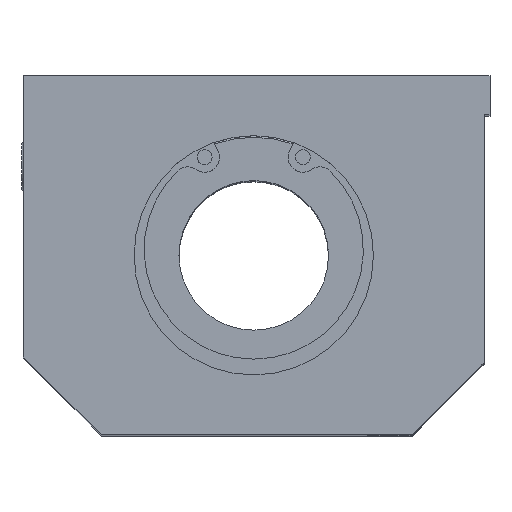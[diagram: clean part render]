
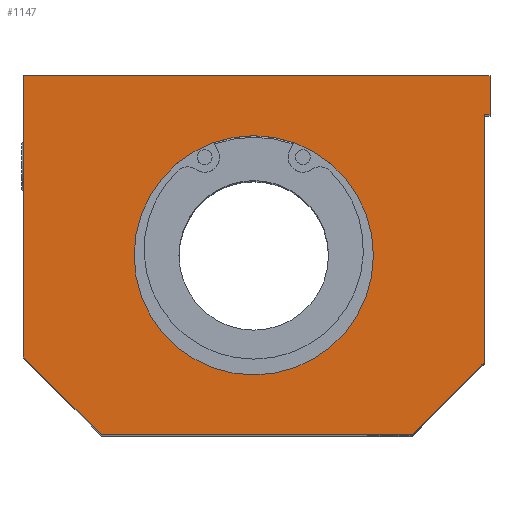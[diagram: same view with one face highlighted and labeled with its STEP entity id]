
A CAD part, top view. The second image highlights one B-rep face of the part: STEP entity #1147.
In plain terms, the highlighted planar face has unit normal (0, 0, 1).
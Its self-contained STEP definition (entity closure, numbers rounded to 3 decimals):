
#63=FACE_BOUND('',#437,.T.);
#102=PLANE('',#1345);
#115=LINE('',#1818,#195);
#120=LINE('',#1827,#200);
#152=LINE('',#2005,#232);
#157=LINE('',#2014,#237);
#162=LINE('',#2025,#242);
#164=LINE('',#2028,#244);
#171=LINE('',#2039,#251);
#172=LINE('',#2042,#252);
#195=VECTOR('',#1441,10.);
#200=VECTOR('',#1448,10.);
#232=VECTOR('',#1600,10.);
#237=VECTOR('',#1607,10.);
#242=VECTOR('',#1616,10.);
#244=VECTOR('',#1620,10.);
#251=VECTOR('',#1633,10.);
#252=VECTOR('',#1638,10.);
#348=FACE_OUTER_BOUND('',#436,.T.);
#436=EDGE_LOOP('',(#982,#983,#984,#985,#986,#987,#988,#989));
#437=EDGE_LOOP('',(#990));
#492=CIRCLE('',#1300,20.);
#548=VERTEX_POINT('',#1815);
#549=VERTEX_POINT('',#1817);
#552=VERTEX_POINT('',#1825);
#567=VERTEX_POINT('',#1912);
#597=VERTEX_POINT('',#2002);
#598=VERTEX_POINT('',#2004);
#601=VERTEX_POINT('',#2012);
#604=VERTEX_POINT('',#2022);
#605=VERTEX_POINT('',#2024);
#651=EDGE_CURVE('',#549,#548,#115,.T.);
#656=EDGE_CURVE('',#548,#552,#120,.T.);
#677=EDGE_CURVE('',#567,#567,#492,.T.);
#720=EDGE_CURVE('',#597,#598,#152,.T.);
#725=EDGE_CURVE('',#601,#597,#157,.T.);
#730=EDGE_CURVE('',#604,#605,#162,.T.);
#732=EDGE_CURVE('',#549,#604,#164,.T.);
#739=EDGE_CURVE('',#605,#601,#171,.T.);
#740=EDGE_CURVE('',#598,#552,#172,.T.);
#982=ORIENTED_EDGE('',*,*,#740,.F.);
#983=ORIENTED_EDGE('',*,*,#720,.F.);
#984=ORIENTED_EDGE('',*,*,#725,.F.);
#985=ORIENTED_EDGE('',*,*,#739,.F.);
#986=ORIENTED_EDGE('',*,*,#730,.F.);
#987=ORIENTED_EDGE('',*,*,#732,.F.);
#988=ORIENTED_EDGE('',*,*,#651,.T.);
#989=ORIENTED_EDGE('',*,*,#656,.T.);
#990=ORIENTED_EDGE('',*,*,#677,.T.);
#1147=ADVANCED_FACE('',(#348,#63),#102,.T.);
#1300=AXIS2_PLACEMENT_3D('',#1913,#1503,#1504);
#1345=AXIS2_PLACEMENT_3D('',#2043,#1639,#1640);
#1441=DIRECTION('',(1.,0.,0.));
#1448=DIRECTION('',(0.,1.,0.));
#1503=DIRECTION('center_axis',(0.,0.,-1.));
#1504=DIRECTION('ref_axis',(1.,0.,0.));
#1600=DIRECTION('',(0.,1.,0.));
#1607=DIRECTION('',(-0.707,0.707,0.));
#1616=DIRECTION('',(-0.707,-0.707,0.));
#1620=DIRECTION('',(0.,-1.,0.));
#1633=DIRECTION('',(-1.,0.,0.));
#1638=DIRECTION('',(1.,0.,0.));
#1639=DIRECTION('center_axis',(0.,0.,1.));
#1640=DIRECTION('ref_axis',(1.,0.,0.));
#1815=CARTESIAN_POINT('',(39.5,23.5,65.));
#1817=CARTESIAN_POINT('',(38.5,23.5,65.));
#1818=CARTESIAN_POINT('',(38.5,23.5,65.));
#1825=CARTESIAN_POINT('',(39.5,30.,65.));
#1827=CARTESIAN_POINT('',(39.5,30.,65.));
#1912=CARTESIAN_POINT('',(-20.,0.,65.));
#1913=CARTESIAN_POINT('Origin',(0.,0.,65.));
#2002=CARTESIAN_POINT('',(-38.5,-17.,65.));
#2004=CARTESIAN_POINT('',(-38.5,30.,65.));
#2005=CARTESIAN_POINT('',(-38.5,-17.,65.));
#2012=CARTESIAN_POINT('',(-25.5,-30.,65.));
#2014=CARTESIAN_POINT('',(-25.5,-30.,65.));
#2022=CARTESIAN_POINT('',(38.5,-18.,65.));
#2024=CARTESIAN_POINT('',(26.5,-30.,65.));
#2025=CARTESIAN_POINT('',(38.5,-18.,65.));
#2028=CARTESIAN_POINT('',(38.5,30.,65.));
#2039=CARTESIAN_POINT('',(26.5,-30.,65.));
#2042=CARTESIAN_POINT('',(38.5,30.,65.));
#2043=CARTESIAN_POINT('Origin',(0.107,1.944,65.));
